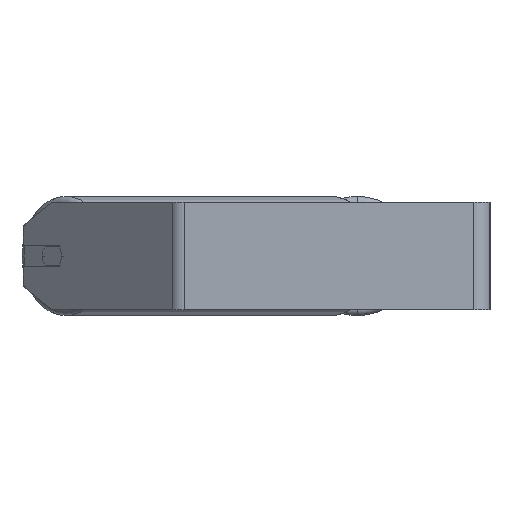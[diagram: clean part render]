
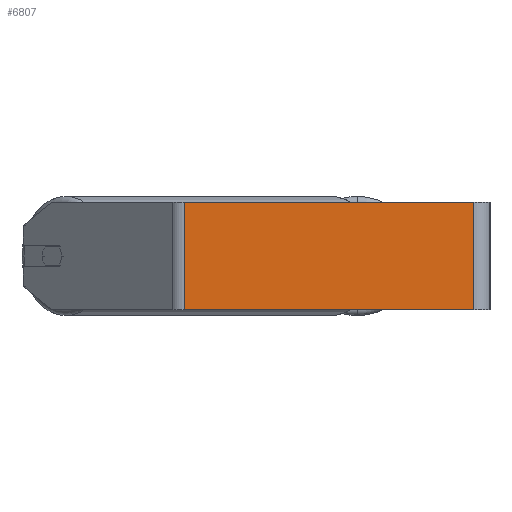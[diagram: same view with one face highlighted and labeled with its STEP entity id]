
A CAD part, left-side view. The second image highlights one B-rep face of the part: STEP entity #6807.
In plain terms, the highlighted planar face has unit normal (-1, 0, 0).
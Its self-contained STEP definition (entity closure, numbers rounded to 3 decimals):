
#215 = DIRECTION ( 'NONE',  ( 0., 0., -1. ) ) ;
#281 = VECTOR ( 'NONE', #881, 1000. ) ;
#370 = CARTESIAN_POINT ( 'NONE',  ( -490., 12., 40. ) ) ;
#373 = LINE ( 'NONE', #5048, #8477 ) ;
#881 = DIRECTION ( 'NONE',  ( 0., 0., -1. ) ) ;
#1038 = VERTEX_POINT ( 'NONE', #6816 ) ;
#1449 = LINE ( 'NONE', #8001, #6415 ) ;
#1549 = CARTESIAN_POINT ( 'NONE',  ( -490., 227.921, 40. ) ) ;
#1587 = AXIS2_PLACEMENT_3D ( 'NONE', #4272, #4350, #215 ) ;
#1607 = FACE_OUTER_BOUND ( 'NONE', #6478, .T. ) ;
#1794 = EDGE_CURVE ( 'NONE', #6052, #5209, #7613, .T. ) ;
#1883 = ORIENTED_EDGE ( 'NONE', *, *, #2273, .F. ) ;
#2273 = EDGE_CURVE ( 'NONE', #1038, #6896, #8481, .T. ) ;
#2730 = CARTESIAN_POINT ( 'NONE',  ( -490., 227.921, -40. ) ) ;
#3360 = DIRECTION ( 'NONE',  ( 0., -1., 0. ) ) ;
#4272 = CARTESIAN_POINT ( 'NONE',  ( -490., 232.891, 40. ) ) ;
#4350 = DIRECTION ( 'NONE',  ( 1., 0., 0. ) ) ;
#4885 = ORIENTED_EDGE ( 'NONE', *, *, #1794, .T. ) ;
#4914 = EDGE_CURVE ( 'NONE', #5209, #6896, #373, .T. ) ;
#5048 = CARTESIAN_POINT ( 'NONE',  ( -490., 232.891, -40. ) ) ;
#5111 = PLANE ( 'NONE',  #1587 ) ;
#5209 = VERTEX_POINT ( 'NONE', #2730 ) ;
#6052 = VERTEX_POINT ( 'NONE', #7007 ) ;
#6163 = ORIENTED_EDGE ( 'NONE', *, *, #4914, .T. ) ;
#6415 = VECTOR ( 'NONE', #3360, 1000. ) ;
#6478 = EDGE_LOOP ( 'NONE', ( #6163, #1883, #6977, #4885 ) ) ;
#6807 = ADVANCED_FACE ( 'NONE', ( #1607 ), #5111, .F. ) ;
#6816 = CARTESIAN_POINT ( 'NONE',  ( -490., 12., 40. ) ) ;
#6896 = VERTEX_POINT ( 'NONE', #7189 ) ;
#6977 = ORIENTED_EDGE ( 'NONE', *, *, #7463, .F. ) ;
#7007 = CARTESIAN_POINT ( 'NONE',  ( -490., 227.921, 40. ) ) ;
#7171 = DIRECTION ( 'NONE',  ( 0., 0., -1. ) ) ;
#7189 = CARTESIAN_POINT ( 'NONE',  ( -490., 12., -40. ) ) ;
#7463 = EDGE_CURVE ( 'NONE', #6052, #1038, #1449, .T. ) ;
#7613 = LINE ( 'NONE', #1549, #281 ) ;
#7736 = DIRECTION ( 'NONE',  ( 0., -1., 0. ) ) ;
#8001 = CARTESIAN_POINT ( 'NONE',  ( -490., 232.891, 40. ) ) ;
#8189 = VECTOR ( 'NONE', #7171, 1000. ) ;
#8477 = VECTOR ( 'NONE', #7736, 1000. ) ;
#8481 = LINE ( 'NONE', #370, #8189 ) ;
